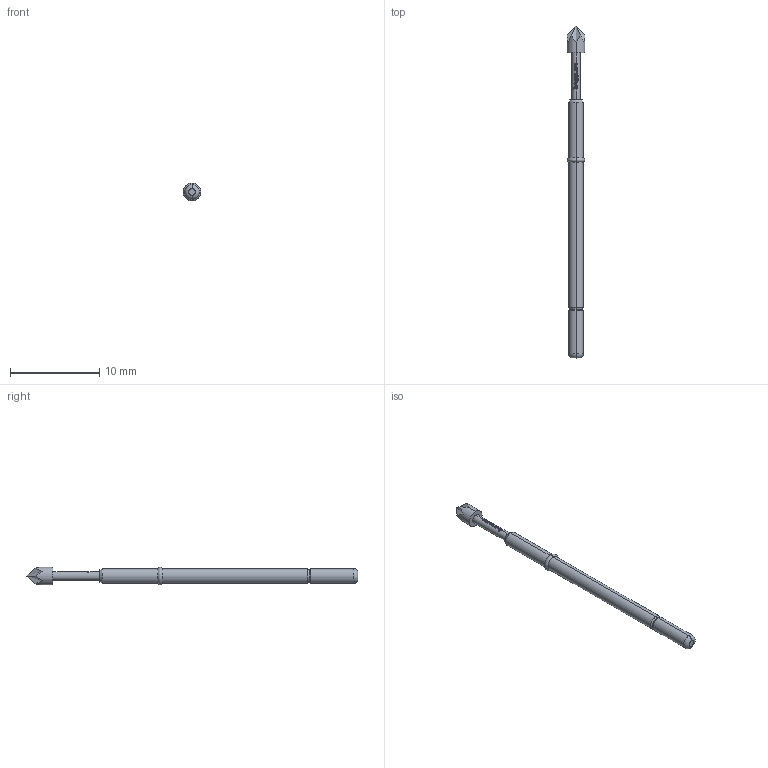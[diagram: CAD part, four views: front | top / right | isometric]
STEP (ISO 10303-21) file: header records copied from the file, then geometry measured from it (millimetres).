
FILE_DESCRIPTION (( 'STEP AP203' ), '1' );
FILE_NAME ('INGUN_GKS-112_217_200_R_xx07.STEP', '2022-01-10T09:34:31', ( 'ochi' ), ( '' ), 'SwSTEP 2.0', 'SolidWorks 2018', '' );
FILE_SCHEMA (( 'CONFIG_CONTROL_DESIGN' ));
Length unit declared in the file: millimetre
Products named in the file (1): INGUN_GKS-112_217_200_R_xx07
Bounding box: 2 x 37.3 x 2 mm (x, y, z)
Volume: 72.4 mm3; surface area: 190 mm2
Topology: 1 solids, 1 shells, 116 faces, 308 edges, 197 vertices
Faces by surface type: plane 55, cylinder 29, bspline 22, torus 8, cone 2
Entity records: 3939 total; most frequent: CARTESIAN_POINT 1158, ORIENTED_EDGE 616, DIRECTION 508, EDGE_CURVE 308, AXIS2_PLACEMENT_3D 203, VERTEX_POINT 197, EDGE_LOOP 119, FACE_OUTER_BOUND 116
